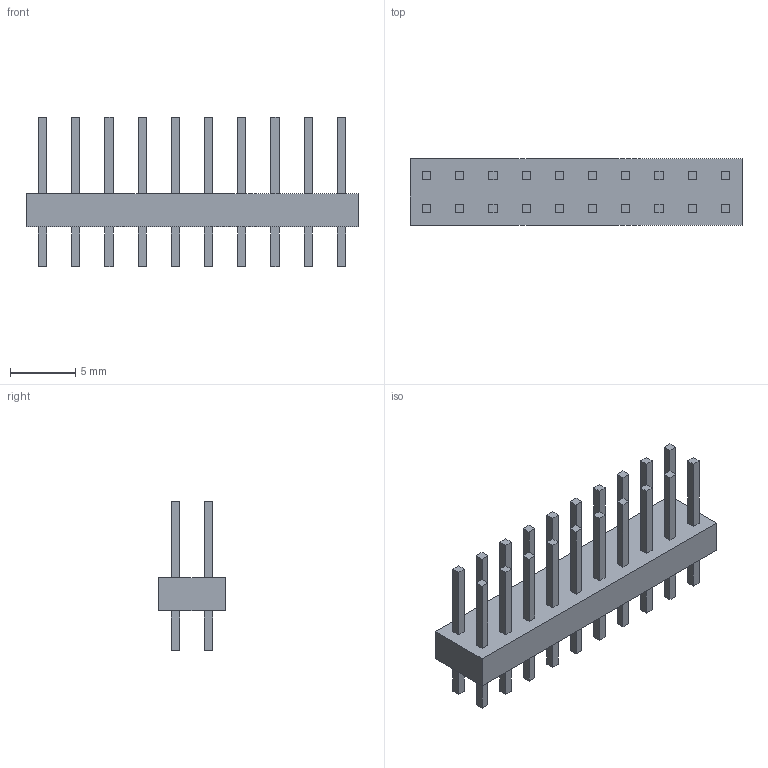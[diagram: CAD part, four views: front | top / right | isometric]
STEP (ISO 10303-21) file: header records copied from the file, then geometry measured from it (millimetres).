
FILE_DESCRIPTION(/* description */ (''),/* implementation_level */ '2;1');
FILE_NAME(/* name */ 'male10x2.step',/* time_stamp */ '2022-08-10T19:37:16-05:00',/* author */ (''),/* organization */ (''),/* preprocessor_version */ 'ST-DEVELOPER v19',/* originating_system */ 'Autodesk Translation Framework v11.7.0.108',/* authorisation */ '');
FILE_SCHEMA (('AUTOMOTIVE_DESIGN { 1 0 10303 214 3 1 1 }'));
Length unit declared in the file: inch
Products named in the file (1): tenth pitch header
Bounding box: 25.4 x 5.08 x 11.43 mm (x, y, z)
Volume: 399.4 mm3; surface area: 864.5 mm2
Topology: 1 solids, 1 shells, 206 faces, 492 edges, 328 vertices
Faces by surface type: plane 206
Entity records: 5871 total; most frequent: CARTESIAN_POINT 1027, ORIENTED_EDGE 984, DIRECTION 906, LINE 492, VECTOR 492, EDGE_CURVE 492, VERTEX_POINT 328, EDGE_LOOP 246
